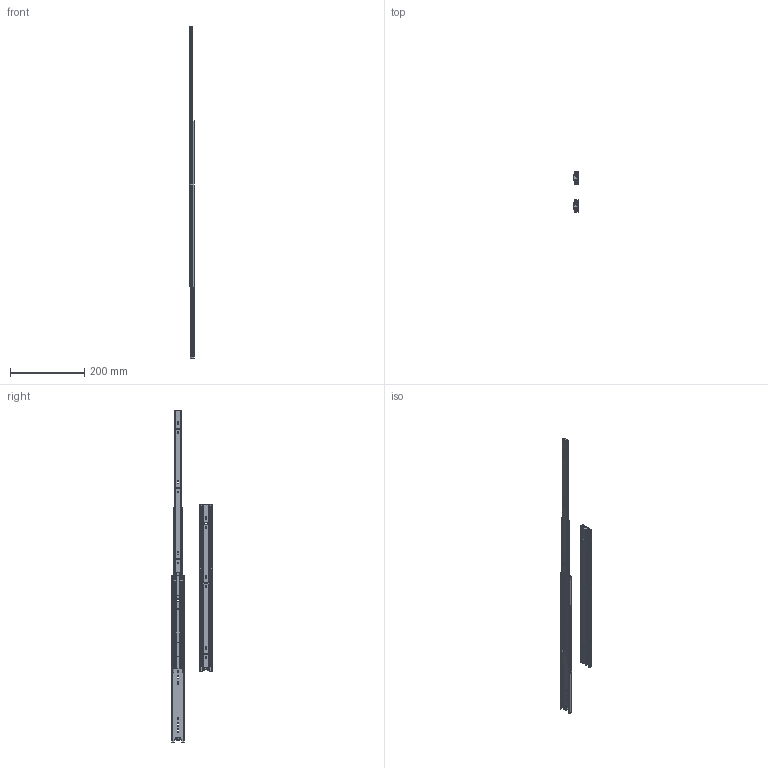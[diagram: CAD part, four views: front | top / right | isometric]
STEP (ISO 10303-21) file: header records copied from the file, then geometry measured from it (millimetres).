
FILE_DESCRIPTION(/* description */ (''),/* implementation_level */ '2;1');
FILE_NAME(/* name */ 'L3-450_M.stp',/* time_stamp */ '2022-08-25T10:51:46+09:00',/* author */ ('user'),/* organization */ (''),/* preprocessor_version */ 'ST-DEVELOPER v15.6',/* originating_system */ 'Autodesk Inventor 2015',/* authorisation */ '');
FILE_SCHEMA (('AUTOMOTIVE_DESIGN { 1 0 10303 214 3 1 1 }'));
Length unit declared in the file: millimetre
Products named in the file (8): L3-450-L; L3-450-B1; L3-450-B2; L3-450-H; L3-450-M; L3-450; L3-450-인출; L3-450_M
Bounding box: 12.94 x 110.69 x 897 mm (x, y, z)
Volume: 142472.3 mm3; surface area: 270703.1 mm2
Topology: 12 solids, 12 shells, 472 faces, 1316 edges, 856 vertices
Faces by surface type: plane 288, cylinder 180, bspline 4
Full cylindrical faces by diameter (mm): 4.3 x14, 4.5 x4, 4.8 x2
Entity records: 7859 total; most frequent: CARTESIAN_POINT 1366, DIRECTION 1340, ORIENTED_EDGE 1296, EDGE_CURVE 648, LINE 464, VECTOR 464, AXIS2_PLACEMENT_3D 438, VERTEX_POINT 428
